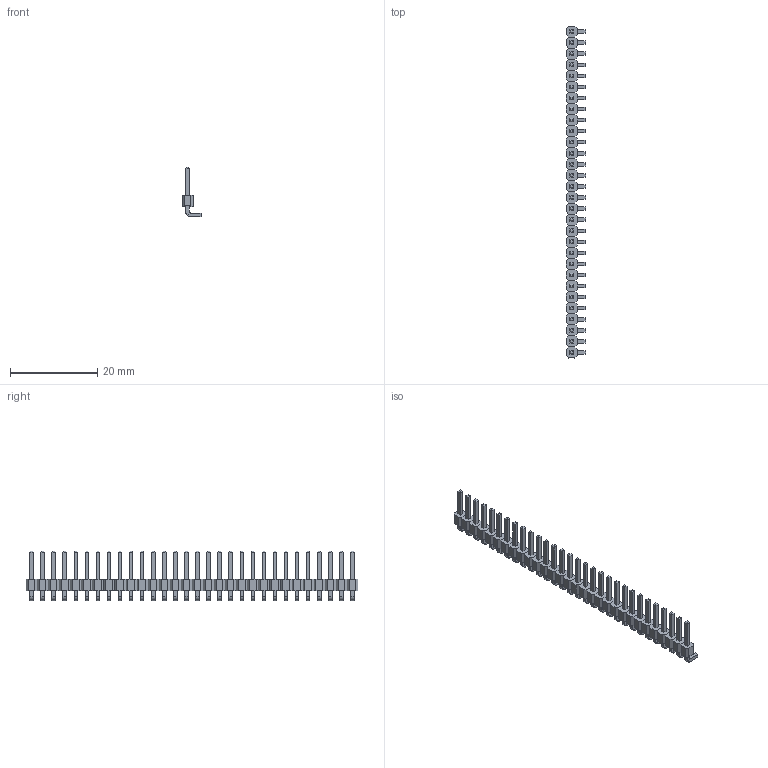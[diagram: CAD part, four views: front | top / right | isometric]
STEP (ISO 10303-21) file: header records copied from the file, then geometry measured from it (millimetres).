
FILE_DESCRIPTION(('FreeCAD Model'),'2;1');
FILE_NAME( '1x30_90.stp', '2015-04-12T21:13:11',('FreeCAD'),('FreeCAD'), 'Open CASCADE STEP processor 6.7','FreeCAD','Unknown');
FILE_SCHEMA(('AUTOMOTIVE_DESIGN_CC2 { 1 2 10303 214 -1 1 5 4 }'));
Length unit declared in the file: millimetre
Products named in the file (2): Array001; Array
Bounding box: 4.54 x 76.2 x 11.34 mm (x, y, z)
Volume: 648.4 mm3; surface area: 2585.7 mm2
Topology: 60 solids, 60 shells, 1140 faces, 2700 edges, 1680 vertices
Faces by surface type: plane 1080, cylinder 60
Entity records: 67590 total; most frequent: CARTESIAN_POINT 11941, DIRECTION 10202, LINE 7320, VECTOR 7320, ORIENTED_EDGE 5400, PCURVE 5400, DEFINITIONAL_REPRESENTATION 5400, EDGE_CURVE 2700
